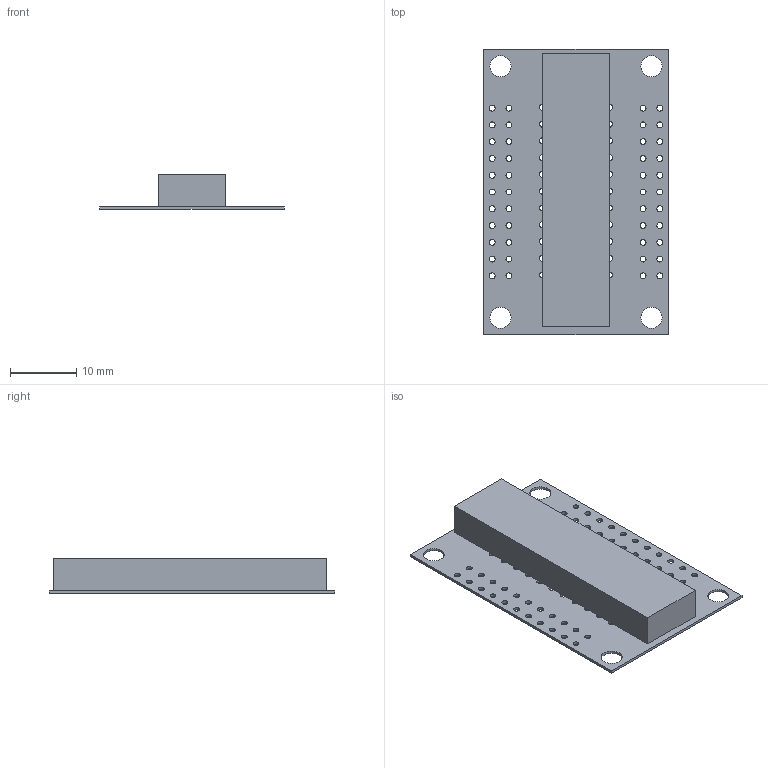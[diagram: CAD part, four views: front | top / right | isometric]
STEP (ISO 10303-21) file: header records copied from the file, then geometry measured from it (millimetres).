
FILE_DESCRIPTION(('Open CASCADE Model'),'2;1');
FILE_NAME('Open CASCADE Shape Model','2020-08-26T19:50:46',('Author'),( 'Open CASCADE'),'Open CASCADE STEP processor 6.8','Open CASCADE 6.8' ,'Unknown');
FILE_SCHEMA(('AUTOMOTIVE_DESIGN { 1 0 10303 214 1 1 1 1 }'));
Length unit declared in the file: millimetre
Products named in the file (6): PCB; Board; Open CASCADE STEP translator 6.8 2.1.1; D1; 6167005760; Extruded
Assembly tree (5 placements, depth 4):
  PCB
    Board
      Open CASCADE STEP translator 6.8 2.1.1
    D1
      6167005760
        Extruded
Bounding box: 27.94 x 43.18 x 5.26 mm (x, y, z)
Volume: 2505.8 mm3; surface area: 3757.8 mm2
Topology: 2 solids, 2 shells, 82 faces, 234 edges, 156 vertices
Faces by surface type: cylinder 70, plane 12
Full cylindrical faces by diameter (mm): 0.9 x66, 3.2 x4
Entity records: 3158 total; most frequent: DIRECTION 550, CARTESIAN_POINT 478, ORIENTED_EDGE 468, EDGE_CURVE 234, AXIS2_PLACEMENT_3D 228, FACE_BOUND 222, EDGE_LOOP 222, VERTEX_POINT 156
